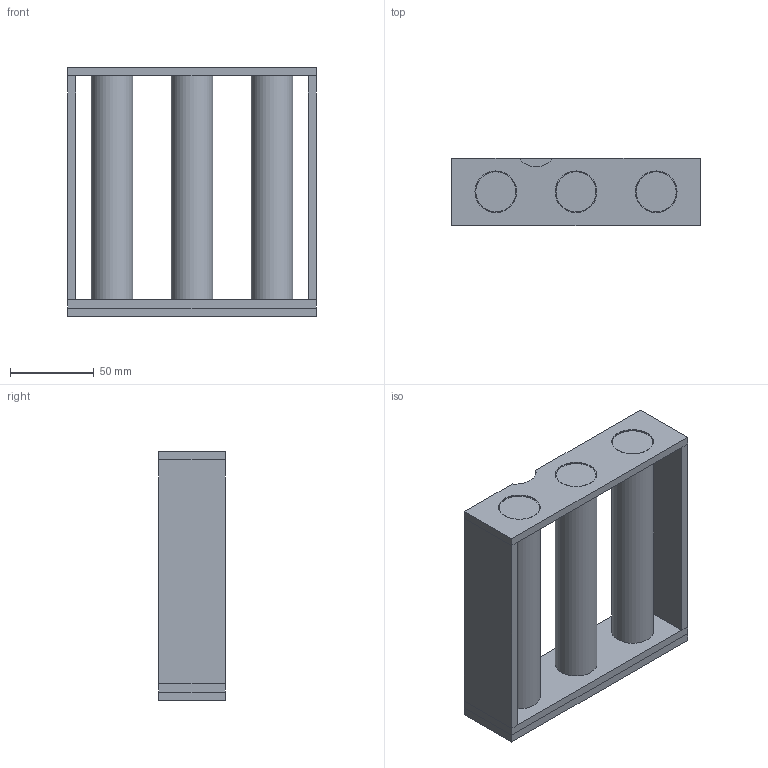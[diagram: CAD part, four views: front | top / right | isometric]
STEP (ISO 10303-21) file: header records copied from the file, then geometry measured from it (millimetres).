
FILE_DESCRIPTION(/* description */ (''),/* implementation_level */ '2;1');
FILE_NAME(/* name */ 'SEMR151538 C.stp',/* time_stamp */ '2020-11-02T11:36:56+01:00',/* author */ ('CR'),/* organization */ (''),/* preprocessor_version */ 'ST-DEVELOPER v18.1',/* originating_system */ 'Autodesk Inventor 2021',/* authorisation */ '');
FILE_SCHEMA (('AUTOMOTIVE_DESIGN { 1 0 10303 214 3 1 1 }'));
Length unit declared in the file: millimetre
Products named in the file (1): Part3
Bounding box: 149 x 40 x 149 mm (x, y, z)
Volume: 148079.1 mm3; surface area: 117562 mm2
Topology: 4 solids, 4 shells, 119 faces, 244 edges, 164 vertices
Faces by surface type: plane 84, cylinder 26, cone 6, torus 3
Full cylindrical faces by diameter (mm): 4.917 x3, 6 x3, 6.6 x3, 12 x3, 24 x3, 25 x9
Entity records: 3350 total; most frequent: DIRECTION 573, CARTESIAN_POINT 528, ORIENTED_EDGE 488, EDGE_CURVE 244, AXIS2_PLACEMENT_3D 209, VERTEX_POINT 164, EDGE_LOOP 158, LINE 155
